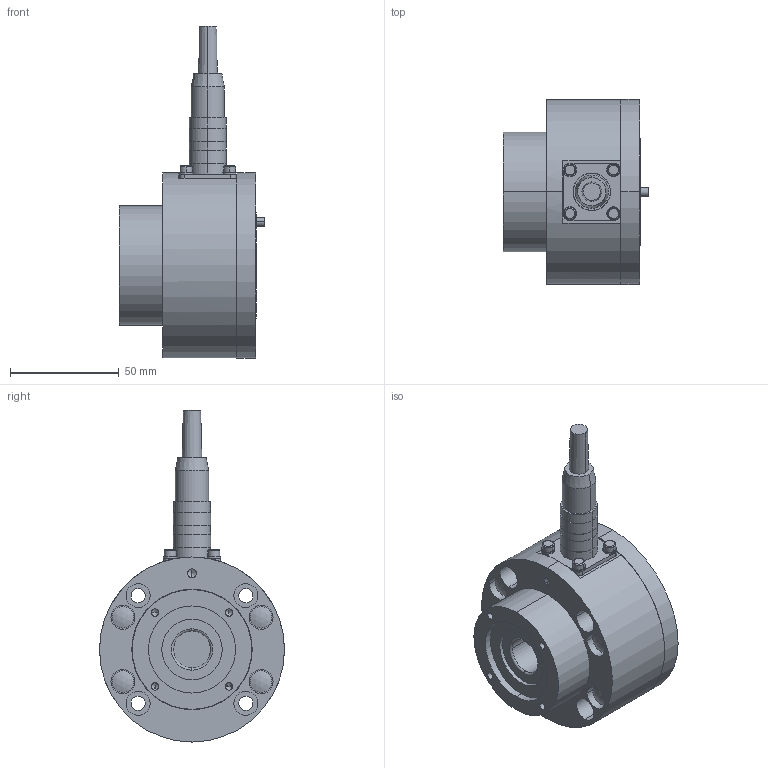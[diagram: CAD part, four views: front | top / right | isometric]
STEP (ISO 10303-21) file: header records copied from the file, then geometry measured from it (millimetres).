
FILE_DESCRIPTION((''),'2;1');
FILE_NAME('110527.2_-.stp','2019-12-25T14:20:29',(''),(''),'Mechanical Desktop 2009','Mechanical Desktop 2009',', , ');
FILE_SCHEMA(('CONFIG_CONTROL_DESIGN'));
Length unit declared in the file: millimetre
Products named in the file (21): ZEICHNUNG4; C1105272; C1105271; C0704203; C0709072; C0709104; GERÄTESTECKER_5POL_C091 31S005 100 2; FEDERRING_M3; I-6KT_SCHRAUBE_M3X8; PENDELKUGELLAGER_1203TV_2203TV; SICHERUNGSRING_J40; I-6KT_SCHRAUBE_M6X30; SCHUTZKAPPE_M6_S5; KABELDOSE_MINI_5_POL; TEIL1; SPANNSTIFT_4X10A; SPANNSTIFT_4X10; RM_SDBA; I-6KT_SCHRAUBE_M6X40A; I-6KT_SCHRAUBE_M6X40; RM_SDB
Assembly tree (31 placements, depth 4):
  ZEICHNUNG4
    C1105272
      C1105271
        C0704203
        C0709072
        C0709104
        GERÄTESTECKER_5POL_C091 31S005 100 2
        FEDERRING_M3  x4
        I-6KT_SCHRAUBE_M3X8  x4
        PENDELKUGELLAGER_1203TV_2203TV
        SICHERUNGSRING_J40
        I-6KT_SCHRAUBE_M6X30  x4
        SCHUTZKAPPE_M6_S5  x4
      KABELDOSE_MINI_5_POL
        TEIL1
      SPANNSTIFT_4X10A
        SPANNSTIFT_4X10
    RM_SDBA  x3
  I-6KT_SCHRAUBE_M6X40A
  I-6KT_SCHRAUBE_M6X40
  RM_SDB
Bounding box: 67 x 85 x 152.5 mm (x, y, z)
Volume: 252457.5 mm3; surface area: 81336.7 mm2
Topology: 24 solids, 24 shells, 458 faces, 1020 edges, 655 vertices
Faces by surface type: cylinder 235, plane 141, cone 54, torus 24, sphere 4
Entity records: 10259 total; most frequent: DIRECTION 1927, CARTESIAN_POINT 1656, ORIENTED_EDGE 1468, AXIS2_PLACEMENT_3D 818, EDGE_CURVE 734, VERTEX_POINT 481, CIRCLE 440, EDGE_LOOP 437
